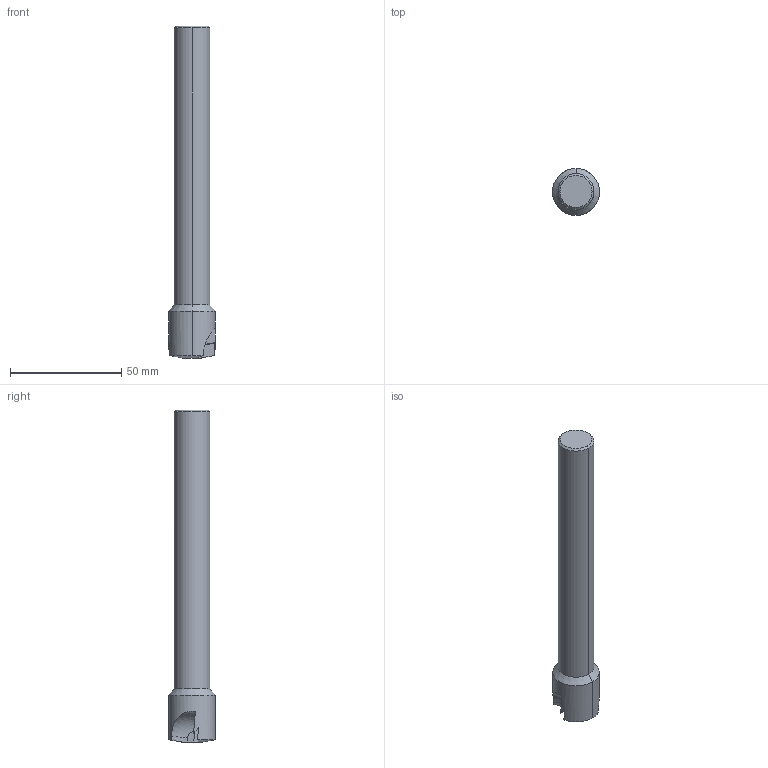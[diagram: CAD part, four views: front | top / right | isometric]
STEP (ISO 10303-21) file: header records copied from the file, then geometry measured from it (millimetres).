
FILE_DESCRIPTION(('no description'),'unknown implementation level');
FILE_NAME('solidxBAe9G6BZYLo6x4w6qjLU2anUVA_1.STP',' ',('CIM GmbH Aachen'),('CADClick - KiM GmbH - www.kimweb.de'),'unknown preprocess','ACIS','unknown authorization');
FILE_SCHEMA(('automotive_design'));
Length unit declared in the file: millimetre
Products named in the file (1): 1
Bounding box: 21.01 x 21.01 x 148.9 mm (x, y, z)
Volume: 31580.8 mm3; surface area: 8491.9 mm2
Topology: 1 solids, 1 shells, 43 faces, 115 edges, 74 vertices
Faces by surface type: plane 19, cylinder 14, cone 8, torus 2
Entity records: 2919 total; most frequent: CARTESIAN_POINT 526, STYLED_ITEM 233, PRESENTATION_STYLE_ASSIGNMENT 233, COLOUR_RGB 233, DIRECTION 231, ORIENTED_EDGE 230, EDGE_CURVE 115, CURVE_STYLE 115
